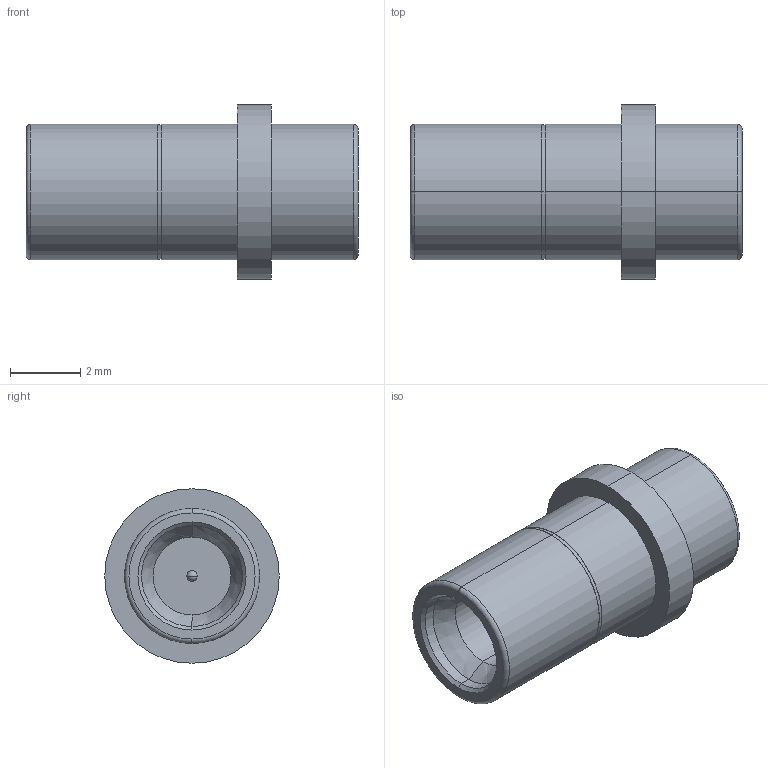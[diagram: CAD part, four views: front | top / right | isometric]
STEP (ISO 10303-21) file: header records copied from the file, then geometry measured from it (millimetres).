
FILE_DESCRIPTION (( 'STEP AP214' ), '1' );
FILE_NAME ('FMCN49818_3D.step', '2023-09-20T09:15:10', ( '' ), ( '' ), 'SwSTEP 2.0', 'SolidWorks 2022', '' );
FILE_SCHEMA (( 'AUTOMOTIVE_DESIGN' ));
Length unit declared in the file: millimetre
Products named in the file (1): FMCN49818_3D
Bounding box: 9.42 x 4.95 x 4.95 mm (x, y, z)
Volume: 91.4 mm3; surface area: 209.7 mm2
Topology: 1 solids, 2 shells, 56 faces, 118 edges, 70 vertices
Faces by surface type: cylinder 28, cone 10, plane 10, sphere 4, torus 4
Entity records: 1702 total; most frequent: DIRECTION 304, CARTESIAN_POINT 241, ORIENTED_EDGE 228, AXIS2_PLACEMENT_3D 133, EDGE_CURVE 114, CIRCLE 76, VERTEX_POINT 70, EDGE_LOOP 66
